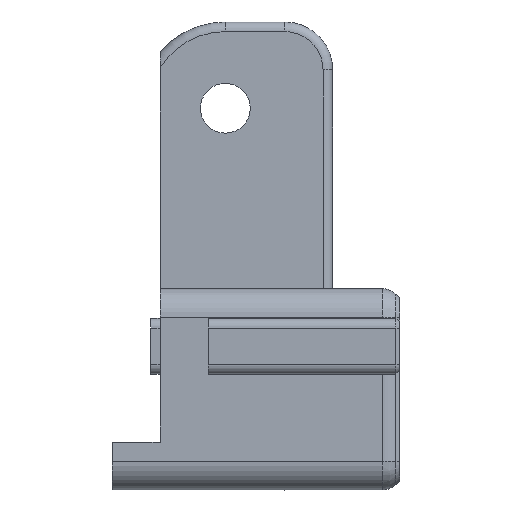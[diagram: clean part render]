
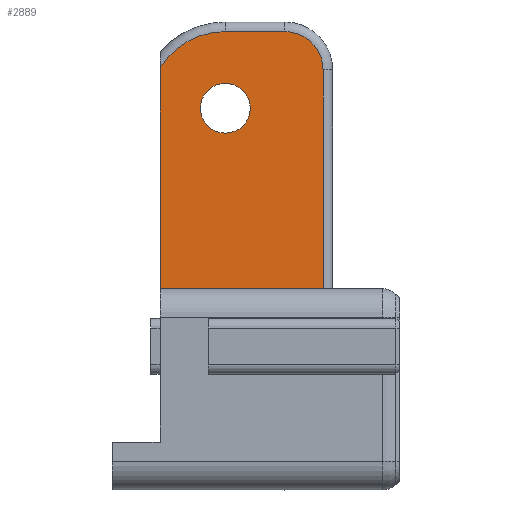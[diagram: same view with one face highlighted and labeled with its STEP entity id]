
A CAD part, front view. The second image highlights one B-rep face of the part: STEP entity #2889.
In plain terms, the highlighted face is planar.
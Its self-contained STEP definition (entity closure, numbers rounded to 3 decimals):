
#77=FACE_BOUND('',#382,.T.);
#95=PLANE('',#3121);
#198=FACE_OUTER_BOUND('',#381,.T.);
#381=EDGE_LOOP('',(#1991,#1992,#1993,#1994,#1995,#1996));
#382=EDGE_LOOP('',(#1997));
#582=LINE('',#4458,#819);
#589=LINE('',#4541,#826);
#590=LINE('',#4544,#827);
#594=LINE('',#4558,#831);
#819=VECTOR('',#3509,10.);
#826=VECTOR('',#3520,10.);
#827=VECTOR('',#3525,10.);
#831=VECTOR('',#3541,10.);
#1042=CIRCLE('',#3089,2.6);
#1060=CIRCLE('',#3118,4.);
#1062=CIRCLE('',#3122,8.);
#1211=VERTEX_POINT('',#4392);
#1237=VERTEX_POINT('',#4455);
#1238=VERTEX_POINT('',#4457);
#1251=VERTEX_POINT('',#4538);
#1252=VERTEX_POINT('',#4540);
#1254=VERTEX_POINT('',#4548);
#1256=VERTEX_POINT('',#4557);
#1480=EDGE_CURVE('',#1211,#1211,#1042,.T.);
#1511=EDGE_CURVE('',#1237,#1238,#582,.T.);
#1525=EDGE_CURVE('',#1251,#1252,#589,.T.);
#1527=EDGE_CURVE('',#1252,#1237,#590,.T.);
#1530=EDGE_CURVE('',#1254,#1251,#1060,.T.);
#1534=EDGE_CURVE('',#1256,#1254,#594,.T.);
#1535=EDGE_CURVE('',#1238,#1256,#1062,.T.);
#1991=ORIENTED_EDGE('',*,*,#1527,.F.);
#1992=ORIENTED_EDGE('',*,*,#1525,.F.);
#1993=ORIENTED_EDGE('',*,*,#1530,.F.);
#1994=ORIENTED_EDGE('',*,*,#1534,.F.);
#1995=ORIENTED_EDGE('',*,*,#1535,.F.);
#1996=ORIENTED_EDGE('',*,*,#1511,.F.);
#1997=ORIENTED_EDGE('',*,*,#1480,.F.);
#2889=ADVANCED_FACE('',(#198,#77),#95,.F.);
#3089=AXIS2_PLACEMENT_3D('',#4394,#3449,#3450);
#3118=AXIS2_PLACEMENT_3D('',#4550,#3531,#3532);
#3121=AXIS2_PLACEMENT_3D('',#4556,#3539,#3540);
#3122=AXIS2_PLACEMENT_3D('',#4559,#3542,#3543);
#3449=DIRECTION('center_axis',(1.,0.,0.));
#3450=DIRECTION('ref_axis',(0.,-1.,0.));
#3509=DIRECTION('',(0.,0.,-1.));
#3520=DIRECTION('',(0.,0.,1.));
#3525=DIRECTION('',(0.,1.,0.));
#3531=DIRECTION('center_axis',(-1.,0.,0.));
#3532=DIRECTION('ref_axis',(0.,-0.894,-0.447));
#3539=DIRECTION('center_axis',(-1.,0.,0.));
#3540=DIRECTION('ref_axis',(0.,1.,0.));
#3541=DIRECTION('',(0.,-1.,0.));
#3542=DIRECTION('center_axis',(-1.,0.,0.));
#3543=DIRECTION('ref_axis',(0.,0.415,-0.91));
#4392=CARTESIAN_POINT('',(70.806,-304.2,15.774));
#4394=CARTESIAN_POINT('Origin',(70.806,-306.8,15.774));
#4455=CARTESIAN_POINT('',(70.806,-300.,41.8));
#4457=CARTESIAN_POINT('',(70.806,-300.,11.559));
#4458=CARTESIAN_POINT('',(70.806,-300.,17.782));
#4538=CARTESIAN_POINT('',(70.806,-317.,11.774));
#4540=CARTESIAN_POINT('',(70.806,-317.,41.8));
#4541=CARTESIAN_POINT('',(70.806,-317.,35.143));
#4544=CARTESIAN_POINT('',(70.806,-303.95,41.8));
#4548=CARTESIAN_POINT('',(70.806,-313.,7.774));
#4550=CARTESIAN_POINT('Origin',(70.806,-313.,11.774));
#4556=CARTESIAN_POINT('Origin',(70.806,-307.9,25.687));
#4557=CARTESIAN_POINT('',(70.806,-306.8,7.774));
#4558=CARTESIAN_POINT('',(70.806,-312.95,7.774));
#4559=CARTESIAN_POINT('Origin',(70.806,-306.8,15.774));
